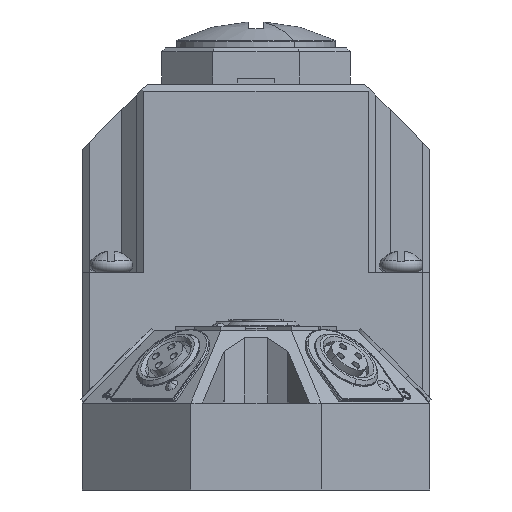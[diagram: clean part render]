
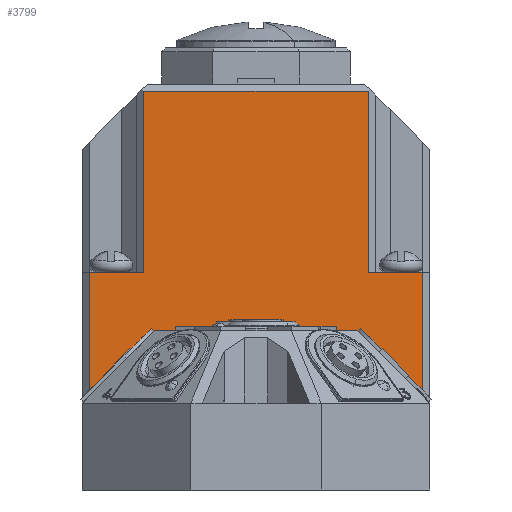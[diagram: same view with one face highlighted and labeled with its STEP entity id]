
A CAD part, front view. The second image highlights one B-rep face of the part: STEP entity #3799.
In plain terms, the highlighted planar face has unit normal (0, -1, 0).
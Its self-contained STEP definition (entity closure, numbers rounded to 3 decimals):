
#3731=AXIS2_PLACEMENT_3D('Plane Axis2P3D',#3728,#3729,#3730) ;
#1510=CARTESIAN_POINT('Vertex',(47.,60.,13.)) ;
#1513=CARTESIAN_POINT('Line Origine',(42.5,60.,17.5)) ;
#1517=CARTESIAN_POINT('Vertex',(38.,60.,22.)) ;
#2089=CARTESIAN_POINT('Line Origine',(24.,60.,22.)) ;
#2093=CARTESIAN_POINT('Vertex',(10.,60.,22.)) ;
#3728=CARTESIAN_POINT('Axis2P3D Location',(48.,60.,13.)) ;
#3733=CARTESIAN_POINT('Line Origine',(47.,60.,21.5)) ;
#3737=CARTESIAN_POINT('Vertex',(47.,60.,30.)) ;
#3740=CARTESIAN_POINT('Line Origine',(43.25,60.,30.)) ;
#3744=CARTESIAN_POINT('Vertex',(39.5,60.,30.)) ;
#3747=CARTESIAN_POINT('Line Origine',(39.5,60.,42.5)) ;
#3751=CARTESIAN_POINT('Vertex',(39.5,60.,55.)) ;
#3754=CARTESIAN_POINT('Line Origine',(24.,60.,55.)) ;
#3758=CARTESIAN_POINT('Vertex',(8.5,60.,55.)) ;
#3761=CARTESIAN_POINT('Line Origine',(8.5,60.,42.5)) ;
#3765=CARTESIAN_POINT('Vertex',(8.5,60.,30.)) ;
#3768=CARTESIAN_POINT('Line Origine',(4.75,60.,30.)) ;
#3772=CARTESIAN_POINT('Vertex',(1.,60.,30.)) ;
#3775=CARTESIAN_POINT('Line Origine',(1.,60.,21.5)) ;
#3779=CARTESIAN_POINT('Vertex',(1.,60.,13.)) ;
#3782=CARTESIAN_POINT('Line Origine',(5.5,60.,17.5)) ;
#1514=DIRECTION('Vector Direction',(-0.707,0.,0.707)) ;
#2090=DIRECTION('Vector Direction',(1.,0.,0.)) ;
#3729=DIRECTION('Axis2P3D Direction',(0.,-1.,0.)) ;
#3730=DIRECTION('Axis2P3D XDirection',(0.,0.,1.)) ;
#3734=DIRECTION('Vector Direction',(0.,0.,-1.)) ;
#3741=DIRECTION('Vector Direction',(-1.,0.,0.)) ;
#3748=DIRECTION('Vector Direction',(0.,0.,-1.)) ;
#3755=DIRECTION('Vector Direction',(1.,0.,0.)) ;
#3762=DIRECTION('Vector Direction',(0.,0.,1.)) ;
#3769=DIRECTION('Vector Direction',(-1.,0.,0.)) ;
#3776=DIRECTION('Vector Direction',(0.,0.,1.)) ;
#3783=DIRECTION('Vector Direction',(-0.707,0.,-0.707)) ;
#1515=VECTOR('Line Direction',#1514,1.) ;
#2091=VECTOR('Line Direction',#2090,1.) ;
#3735=VECTOR('Line Direction',#3734,1.) ;
#3742=VECTOR('Line Direction',#3741,1.) ;
#3749=VECTOR('Line Direction',#3748,1.) ;
#3756=VECTOR('Line Direction',#3755,1.) ;
#3763=VECTOR('Line Direction',#3762,1.) ;
#3770=VECTOR('Line Direction',#3769,1.) ;
#3777=VECTOR('Line Direction',#3776,1.) ;
#3784=VECTOR('Line Direction',#3783,1.) ;
#3788=ORIENTED_EDGE('',*,*,#1519,.F.) ;
#3789=ORIENTED_EDGE('',*,*,#3739,.F.) ;
#3790=ORIENTED_EDGE('',*,*,#3746,.T.) ;
#3791=ORIENTED_EDGE('',*,*,#3753,.F.) ;
#3792=ORIENTED_EDGE('',*,*,#3760,.F.) ;
#3793=ORIENTED_EDGE('',*,*,#3767,.F.) ;
#3794=ORIENTED_EDGE('',*,*,#3774,.T.) ;
#3795=ORIENTED_EDGE('',*,*,#3781,.F.) ;
#3796=ORIENTED_EDGE('',*,*,#3786,.F.) ;
#3797=ORIENTED_EDGE('',*,*,#2095,.T.) ;
#3799=ADVANCED_FACE('327588.1\\5-23200-SAI4M3P000.1\\Volumenk\X2\00F6\X0\rper2',(#3798),#3732,.T.) ;
#1519=EDGE_CURVE('',#1511,#1518,#1516,.T.) ;
#2095=EDGE_CURVE('',#2094,#1518,#2092,.T.) ;
#3739=EDGE_CURVE('',#3738,#1511,#3736,.T.) ;
#3746=EDGE_CURVE('',#3738,#3745,#3743,.T.) ;
#3753=EDGE_CURVE('',#3752,#3745,#3750,.T.) ;
#3760=EDGE_CURVE('',#3759,#3752,#3757,.T.) ;
#3767=EDGE_CURVE('',#3766,#3759,#3764,.T.) ;
#3774=EDGE_CURVE('',#3766,#3773,#3771,.T.) ;
#3781=EDGE_CURVE('',#3780,#3773,#3778,.T.) ;
#3786=EDGE_CURVE('',#2094,#3780,#3785,.T.) ;
#3787=EDGE_LOOP('',(#3788,#3789,#3790,#3791,#3792,#3793,#3794,#3795,#3796,#3797)) ;
#3798=FACE_OUTER_BOUND('',#3787,.T.) ;
#1516=LINE('Line',#1513,#1515) ;
#2092=LINE('Line',#2089,#2091) ;
#3736=LINE('Line',#3733,#3735) ;
#3743=LINE('Line',#3740,#3742) ;
#3750=LINE('Line',#3747,#3749) ;
#3757=LINE('Line',#3754,#3756) ;
#3764=LINE('Line',#3761,#3763) ;
#3771=LINE('Line',#3768,#3770) ;
#3778=LINE('Line',#3775,#3777) ;
#3785=LINE('Line',#3782,#3784) ;
#3732=PLANE('',#3731) ;
#1511=VERTEX_POINT('',#1510) ;
#1518=VERTEX_POINT('',#1517) ;
#2094=VERTEX_POINT('',#2093) ;
#3738=VERTEX_POINT('',#3737) ;
#3745=VERTEX_POINT('',#3744) ;
#3752=VERTEX_POINT('',#3751) ;
#3759=VERTEX_POINT('',#3758) ;
#3766=VERTEX_POINT('',#3765) ;
#3773=VERTEX_POINT('',#3772) ;
#3780=VERTEX_POINT('',#3779) ;
